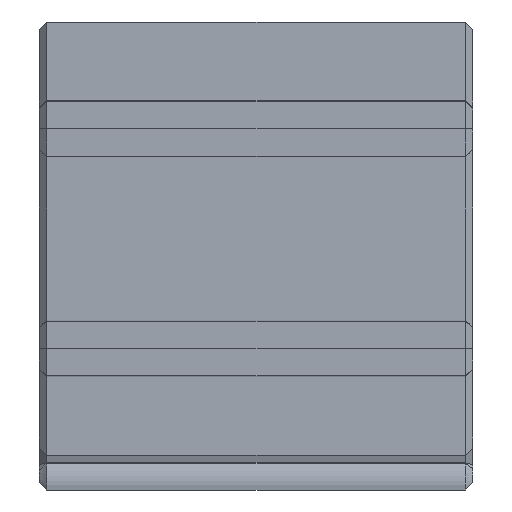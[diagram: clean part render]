
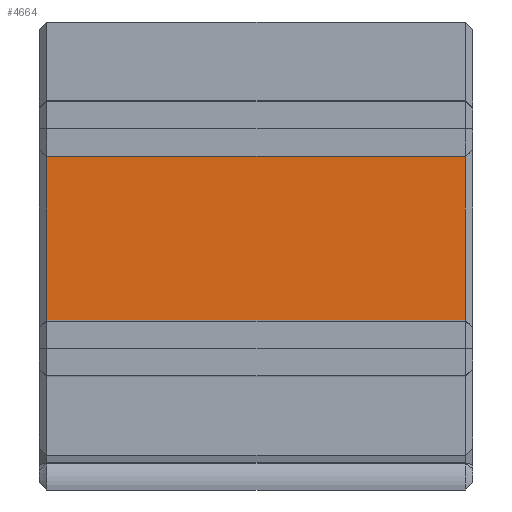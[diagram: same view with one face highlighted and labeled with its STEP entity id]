
A CAD part, front view. The second image highlights one B-rep face of the part: STEP entity #4664.
In plain terms, the highlighted planar face has unit normal (0, -1, 0).
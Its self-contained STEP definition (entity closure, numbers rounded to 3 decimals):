
#1939=CARTESIAN_POINT('Vertex',(-29.5,-15.,-6.021)) ;
#1970=CARTESIAN_POINT('Vertex',(-29.5,-15.,6.021)) ;
#1978=CARTESIAN_POINT('Line Origine',(-29.5,-15.,0.)) ;
#4165=CARTESIAN_POINT('Axis2P3D Location',(0.,-15.,15.)) ;
#4608=CARTESIAN_POINT('Vertex',(-0.5,-15.,6.021)) ;
#4611=CARTESIAN_POINT('Line Origine',(-15.,-15.,6.021)) ;
#4646=CARTESIAN_POINT('Line Origine',(-0.5,-15.,0.)) ;
#4650=CARTESIAN_POINT('Vertex',(-0.5,-15.,-6.021)) ;
#4653=CARTESIAN_POINT('Line Origine',(-15.,-15.,-6.021)) ;
#1979=DIRECTION('Vector Direction',(0.,0.,-1.)) ;
#4166=DIRECTION('Axis2P3D Direction',(0.,1.,0.)) ;
#4167=DIRECTION('Axis2P3D XDirection',(0.,0.,-1.)) ;
#4612=DIRECTION('Vector Direction',(1.,0.,0.)) ;
#4647=DIRECTION('Vector Direction',(0.,0.,1.)) ;
#4654=DIRECTION('Vector Direction',(1.,0.,0.)) ;
#4168=AXIS2_PLACEMENT_3D('Plane Axis2P3D',#4165,#4166,#4167) ;
#4659=ORIENTED_EDGE('',*,*,#4652,.F.) ;
#4660=ORIENTED_EDGE('',*,*,#4615,.F.) ;
#4661=ORIENTED_EDGE('',*,*,#1982,.T.) ;
#4662=ORIENTED_EDGE('',*,*,#4657,.T.) ;
#1980=VECTOR('Line Direction',#1979,1.) ;
#4613=VECTOR('Line Direction',#4612,1.) ;
#4648=VECTOR('Line Direction',#4647,1.) ;
#4655=VECTOR('Line Direction',#4654,1.) ;
#4664=ADVANCED_FACE('K\X2\00F6\X0\rper.2',(#4663),#4169,.F.) ;
#1982=EDGE_CURVE('',#1971,#1940,#1981,.T.) ;
#4615=EDGE_CURVE('',#1971,#4609,#4614,.T.) ;
#4652=EDGE_CURVE('',#4609,#4651,#4649,.F.) ;
#4657=EDGE_CURVE('',#1940,#4651,#4656,.T.) ;
#4658=EDGE_LOOP('',(#4659,#4660,#4661,#4662)) ;
#4663=FACE_OUTER_BOUND('',#4658,.T.) ;
#1981=LINE('Line',#1978,#1980) ;
#4614=LINE('Line',#4611,#4613) ;
#4649=LINE('Line',#4646,#4648) ;
#4656=LINE('Line',#4653,#4655) ;
#4169=PLANE('Plane',#4168) ;
#1940=VERTEX_POINT('',#1939) ;
#1971=VERTEX_POINT('',#1970) ;
#4609=VERTEX_POINT('',#4608) ;
#4651=VERTEX_POINT('',#4650) ;
